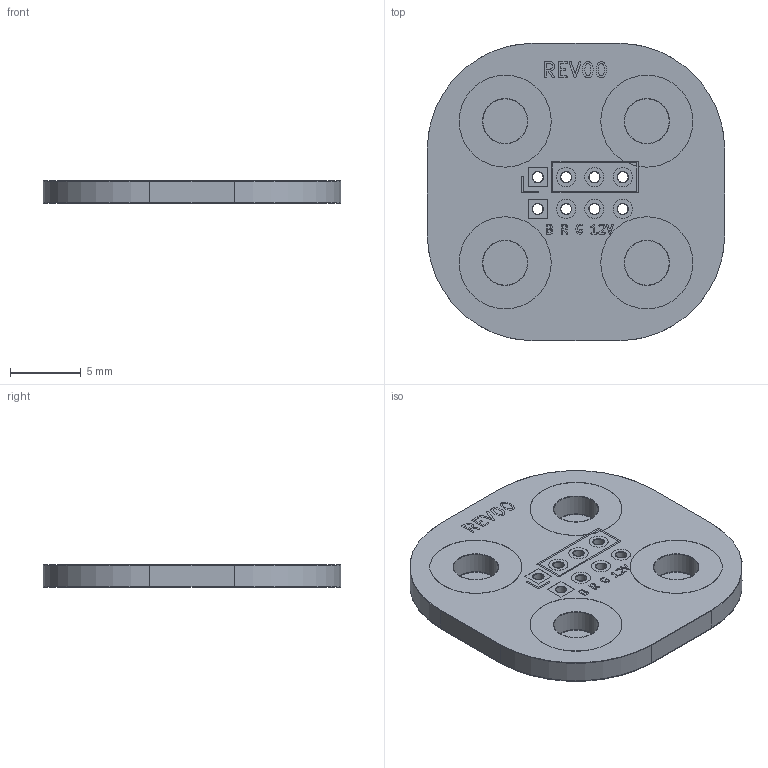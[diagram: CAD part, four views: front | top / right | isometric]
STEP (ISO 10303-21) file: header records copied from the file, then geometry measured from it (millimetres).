
FILE_DESCRIPTION(('KiCad electronic assembly'),'2;1');
FILE_NAME('pcb_connector_led_tape.step','2025-06-23T14:32:57',('Pcbnew') ,('Kicad'),'Open CASCADE STEP processor 7.8','KiCad to STEP converter' ,'Unknown');
FILE_SCHEMA(('AUTOMOTIVE_DESIGN { 1 0 10303 214 1 1 1 1 }'));
Length unit declared in the file: millimetre
Products named in the file (5): pcb_connector_led_tape 1; pcb_connector_led_tape_pad; pcb_connector_led_tape_silkscreen; pcb_connector_led_tape_soldermask; pcb_connector_led_tape_PCB
Assembly tree (4 placements, depth 2):
  pcb_connector_led_tape 1
    pcb_connector_led_tape_pad
    pcb_connector_led_tape_silkscreen
    pcb_connector_led_tape_soldermask
    pcb_connector_led_tape_PCB
Bounding box: 21 x 21 x 1.66 mm (x, y, z)
Volume: 549.5 mm3; surface area: 2193.9 mm2
Topology: 37 solids, 60 shells, 201 faces, 761 edges, 657 vertices
Faces by surface type: plane 117, cylinder 84
Full cylindrical faces by diameter (mm): 0.75 x24, 0.8 x16, 1.35 x12, 3.15 x12, 3.2 x8, 6.5 x8
Entity records: 9029 total; most frequent: CARTESIAN_POINT 1624, DIRECTION 1466, ORIENTED_EDGE 1073, EDGE_CURVE 761, VERTEX_POINT 657, AXIS2_PLACEMENT_3D 499, LINE 468, VECTOR 468
